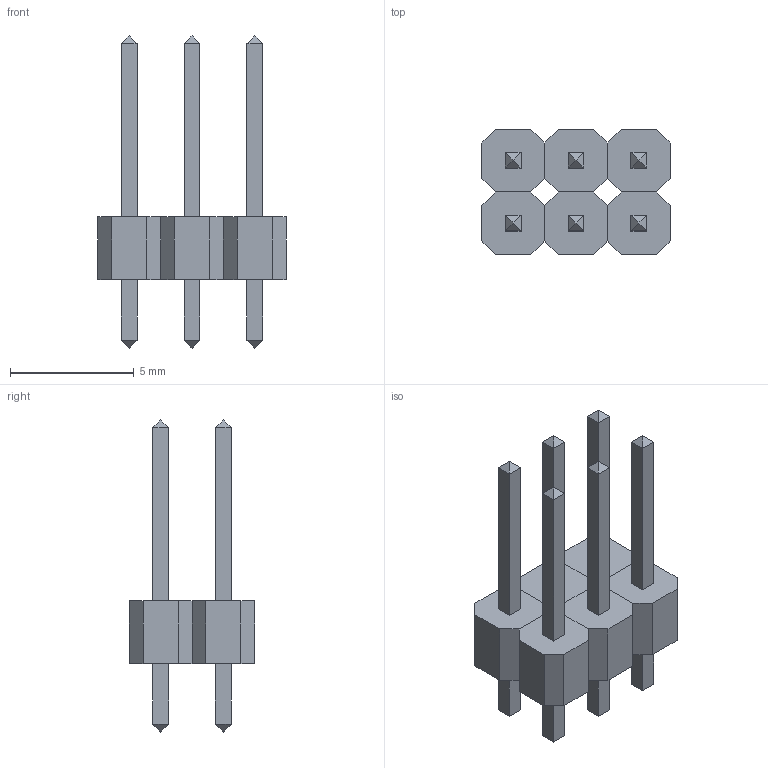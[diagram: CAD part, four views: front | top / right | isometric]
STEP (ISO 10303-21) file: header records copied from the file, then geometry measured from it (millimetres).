
FILE_DESCRIPTION(('FreeCAD Model'),'2;1');
FILE_NAME('Pin_Header_Straight_2x03_Pitch2.54mm.step','2017-05-23T21:00:29',(''),(''), 'Open CASCADE STEP processor 6.8','FreeCAD','Unknown');
FILE_SCHEMA(('AUTOMOTIVE_DESIGN_CC2 { 1 2 10303 214 -1 1 5 4 }'));
Length unit declared in the file: millimetre
Products named in the file (2): ASSEMBLY; Group002
Assembly tree (1 placements, depth 2):
  ASSEMBLY
    Group002
Bounding box: 7.62 x 5.08 x 12.64 mm (x, y, z)
Volume: 112.5 mm3; surface area: 301.6 mm2
Topology: 1 solids, 1 shells, 142 faces, 308 edges, 176 vertices
Faces by surface type: plane 94, bspline 48
Entity records: 4604 total; most frequent: CARTESIAN_POINT 868, ORIENTED_EDGE 616, DIRECTION 404, EDGE_CURVE 308, LINE 212, VECTOR 212, VERTEX_POINT 176, FACE_BOUND 154
